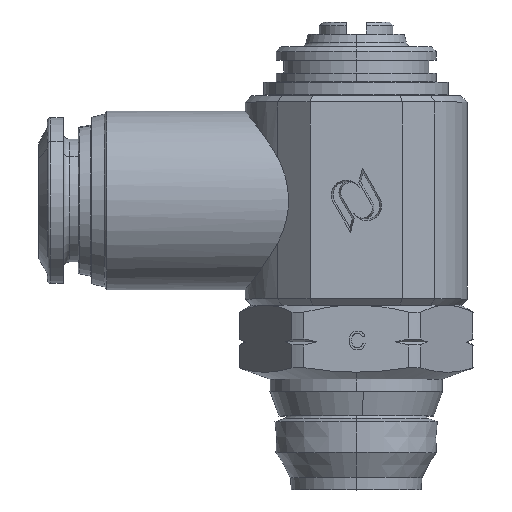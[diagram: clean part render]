
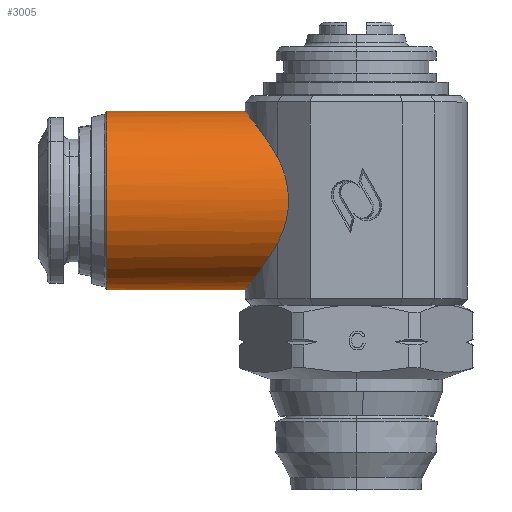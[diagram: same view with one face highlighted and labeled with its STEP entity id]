
A CAD part, top view. The second image highlights one B-rep face of the part: STEP entity #3005.
In plain terms, the highlighted cylindrical face has radius 7.25 mm (diameter 14.5 mm), a partial arc.
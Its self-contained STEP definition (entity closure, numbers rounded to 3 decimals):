
#16 = VERTEX_POINT ( 'NONE', #4892 ) ;
#476 = AXIS2_PLACEMENT_3D ( 'NONE', #7869, #7858, #7877 ) ;
#550 = B_SPLINE_CURVE_WITH_KNOTS ( 'NONE', 3,
 ( #6754, #6755, #6760, #6761, #6762, #6763, #6764, #6765, #6766, #6767, #6768, #6769, #6770, #6771, #6772, #6773, #6774, #6775, #6776, #6777 ),
 .UNSPECIFIED., .F., .F.,
 ( 4, 2, 2, 2, 2, 2, 2, 2, 2, 4 ),
 ( 0.024, 0.025, 0.025, 0.026, 0.027, 0.028, 0.029, 0.03, 0.031, 0.032 ),
 .UNSPECIFIED. ) ;
#604 = FACE_OUTER_BOUND ( 'NONE', #1754, .T. ) ;
#612 = CYLINDRICAL_SURFACE ( 'NONE', #476, 7.25 ) ;
#1159 = CARTESIAN_POINT ( 'NONE',  ( -6.386, 26.973, 6.364 ) ) ;
#1342 = CARTESIAN_POINT ( 'NONE',  ( -20.246, 16.25, 0. ) ) ;
#1347 = CARTESIAN_POINT ( 'NONE',  ( -20.246, 30.75, 0. ) ) ;
#1351 = CARTESIAN_POINT ( 'NONE',  ( -9.022, 16.25, 0. ) ) ;
#1356 = CARTESIAN_POINT ( 'NONE',  ( -9.022, 30.75, 0. ) ) ;
#1754 = EDGE_LOOP ( 'NONE', ( #2067, #2068, #2069, #2070, #2071, #2072 ) ) ;
#2067 = ORIENTED_EDGE ( 'NONE', *, *, #6288, .F. ) ;
#2068 = ORIENTED_EDGE ( 'NONE', *, *, #4258, .T. ) ;
#2069 = ORIENTED_EDGE ( 'NONE', *, *, #6292, .T. ) ;
#2070 = ORIENTED_EDGE ( 'NONE', *, *, #4259, .F. ) ;
#2071 = ORIENTED_EDGE ( 'NONE', *, *, #4260, .T. ) ;
#2072 = ORIENTED_EDGE ( 'NONE', *, *, #4261, .F. ) ;
#2780 = CARTESIAN_POINT ( 'NONE',  ( 0.022, 30.75, 0. ) ) ;
#2781 = DIRECTION ( 'NONE',  ( 1., 0., 0. ) ) ;
#2815 = CARTESIAN_POINT ( 'NONE',  ( 0.022, 16.25, 0. ) ) ;
#2816 = DIRECTION ( 'NONE',  ( 1., 0., 0. ) ) ;
#3005 = ADVANCED_FACE ( 'NONE', ( #604 ), #612, .T. ) ;
#3203 = VERTEX_POINT ( 'NONE', #1159 ) ;
#3659 = VERTEX_POINT ( 'NONE', #1342 ) ;
#3665 = VERTEX_POINT ( 'NONE', #1347 ) ;
#3670 = VERTEX_POINT ( 'NONE', #1351 ) ;
#3675 = VERTEX_POINT ( 'NONE', #1356 ) ;
#4258 = EDGE_CURVE ( 'NONE', #3665, #3659, #7380, .T. ) ;
#4259 = EDGE_CURVE ( 'NONE', #16, #3670, #7678, .T. ) ;
#4260 = EDGE_CURVE ( 'NONE', #16, #3203, #7677, .T. ) ;
#4261 = EDGE_CURVE ( 'NONE', #3675, #3203, #550, .T. ) ;
#4892 = CARTESIAN_POINT ( 'NONE',  ( -6.386, 20.027, 6.364 ) ) ;
#6288 = EDGE_CURVE ( 'NONE', #3665, #3675, #7559, .T. ) ;
#6292 = EDGE_CURVE ( 'NONE', #3659, #3670, #7563, .T. ) ;
#6728 = CARTESIAN_POINT ( 'NONE',  ( -5.178, 22.24, 7.572 ) ) ;
#6734 = CARTESIAN_POINT ( 'NONE',  ( -6.684, 19.481, 6.066 ) ) ;
#6735 = CARTESIAN_POINT ( 'NONE',  ( -6.386, 20.027, 6.364 ) ) ;
#6736 = CARTESIAN_POINT ( 'NONE',  ( -6.386, 20.027, 6.364 ) ) ;
#6737 = CARTESIAN_POINT ( 'NONE',  ( -20.246, 23.5, 0. ) ) ;
#6738 = DIRECTION ( 'NONE',  ( 1., 0., 0. ) ) ;
#6739 = DIRECTION ( 'NONE',  ( 0., -1., 0. ) ) ;
#6740 = CARTESIAN_POINT ( 'NONE',  ( -7., 18.987, 5.708 ) ) ;
#6741 = CARTESIAN_POINT ( 'NONE',  ( -7.463, 18.308, 5.07 ) ) ;
#6742 = CARTESIAN_POINT ( 'NONE',  ( -7.614, 18.095, 4.842 ) ) ;
#6743 = CARTESIAN_POINT ( 'NONE',  ( -7.901, 17.699, 4.36 ) ) ;
#6744 = CARTESIAN_POINT ( 'NONE',  ( -8.037, 17.516, 4.105 ) ) ;
#6745 = CARTESIAN_POINT ( 'NONE',  ( -8.291, 17.179, 3.565 ) ) ;
#6746 = CARTESIAN_POINT ( 'NONE',  ( -8.409, 17.026, 3.28 ) ) ;
#6747 = CARTESIAN_POINT ( 'NONE',  ( -8.621, 16.753, 2.675 ) ) ;
#6748 = CARTESIAN_POINT ( 'NONE',  ( -8.713, 16.637, 2.361 ) ) ;
#6749 = CARTESIAN_POINT ( 'NONE',  ( -8.863, 16.448, 1.716 ) ) ;
#6750 = CARTESIAN_POINT ( 'NONE',  ( -8.922, 16.375, 1.383 ) ) ;
#6751 = CARTESIAN_POINT ( 'NONE',  ( -9.002, 16.275, 0.697 ) ) ;
#6752 = CARTESIAN_POINT ( 'NONE',  ( -9.022, 16.25, 0.348 ) ) ;
#6753 = CARTESIAN_POINT ( 'NONE',  ( -9.022, 16.25, 0. ) ) ;
#6754 = CARTESIAN_POINT ( 'NONE',  ( -9.022, 30.75, 0. ) ) ;
#6755 = CARTESIAN_POINT ( 'NONE',  ( -9.022, 30.75, 0.171 ) ) ;
#6756 = CARTESIAN_POINT ( 'NONE',  ( -5.178, 24.76, 7.572 ) ) ;
#6757 = CARTESIAN_POINT ( 'NONE',  ( -6.386, 26.973, 6.364 ) ) ;
#6760 = CARTESIAN_POINT ( 'NONE',  ( -9.017, 30.744, 0.343 ) ) ;
#6761 = CARTESIAN_POINT ( 'NONE',  ( -8.997, 30.719, 0.688 ) ) ;
#6762 = CARTESIAN_POINT ( 'NONE',  ( -8.982, 30.701, 0.861 ) ) ;
#6763 = CARTESIAN_POINT ( 'NONE',  ( -8.923, 30.627, 1.372 ) ) ;
#6764 = CARTESIAN_POINT ( 'NONE',  ( -8.866, 30.555, 1.703 ) ) ;
#6765 = CARTESIAN_POINT ( 'NONE',  ( -8.716, 30.367, 2.349 ) ) ;
#6766 = CARTESIAN_POINT ( 'NONE',  ( -8.624, 30.25, 2.666 ) ) ;
#6767 = CARTESIAN_POINT ( 'NONE',  ( -8.414, 29.981, 3.267 ) ) ;
#6768 = CARTESIAN_POINT ( 'NONE',  ( -8.297, 29.828, 3.552 ) ) ;
#6769 = CARTESIAN_POINT ( 'NONE',  ( -8.041, 29.49, 4.097 ) ) ;
#6770 = CARTESIAN_POINT ( 'NONE',  ( -7.902, 29.303, 4.357 ) ) ;
#6771 = CARTESIAN_POINT ( 'NONE',  ( -7.614, 28.905, 4.842 ) ) ;
#6772 = CARTESIAN_POINT ( 'NONE',  ( -7.464, 28.693, 5.069 ) ) ;
#6773 = CARTESIAN_POINT ( 'NONE',  ( -7.157, 28.244, 5.491 ) ) ;
#6774 = CARTESIAN_POINT ( 'NONE',  ( -7., 28.005, 5.689 ) ) ;
#6775 = CARTESIAN_POINT ( 'NONE',  ( -6.688, 27.504, 6.052 ) ) ;
#6776 = CARTESIAN_POINT ( 'NONE',  ( -6.534, 27.244, 6.216 ) ) ;
#6777 = CARTESIAN_POINT ( 'NONE',  ( -6.386, 26.973, 6.364 ) ) ;
#7063 = AXIS2_PLACEMENT_3D ( 'NONE', #6737, #6738, #6739 ) ;
#7380 = CIRCLE ( 'NONE', #7063, 7.25 ) ;
#7559 = LINE ( 'NONE', #2780, #7562 ) ;
#7562 = VECTOR ( 'NONE', #2781, 1000. ) ;
#7563 = LINE ( 'NONE', #2815, #7564 ) ;
#7564 = VECTOR ( 'NONE', #2816, 1000. ) ;
#7677 =( BOUNDED_CURVE ( )  B_SPLINE_CURVE ( 3, ( #6736, #6728, #6756, #6757 ),
 .UNSPECIFIED., .F., .F. ) 
 B_SPLINE_CURVE_WITH_KNOTS ( ( 4, 4 ),
 ( 5.784, 6.783 ),
 .UNSPECIFIED. ) 
 CURVE ( )  GEOMETRIC_REPRESENTATION_ITEM ( )  RATIONAL_B_SPLINE_CURVE ( ( 1., 0.919, 0.919, 1. ) ) 
 REPRESENTATION_ITEM ( '' )  );
#7678 = B_SPLINE_CURVE_WITH_KNOTS ( 'NONE', 3,
 ( #6735, #6734, #6740, #6741, #6742, #6743, #6744, #6745, #6746, #6747, #6748, #6749, #6750, #6751, #6752, #6753 ),
 .UNSPECIFIED., .F., .F.,
 ( 4, 2, 2, 2, 2, 2, 2, 4 ),
 ( 0.04, 0.042, 0.043, 0.044, 0.045, 0.046, 0.047, 0.048 ),
 .UNSPECIFIED. ) ;
#7858 = DIRECTION ( 'NONE',  ( 1., 0., 0. ) ) ;
#7869 = CARTESIAN_POINT ( 'NONE',  ( 0.022, 23.5, 0. ) ) ;
#7877 = DIRECTION ( 'NONE',  ( 0., -1., 0. ) ) ;
